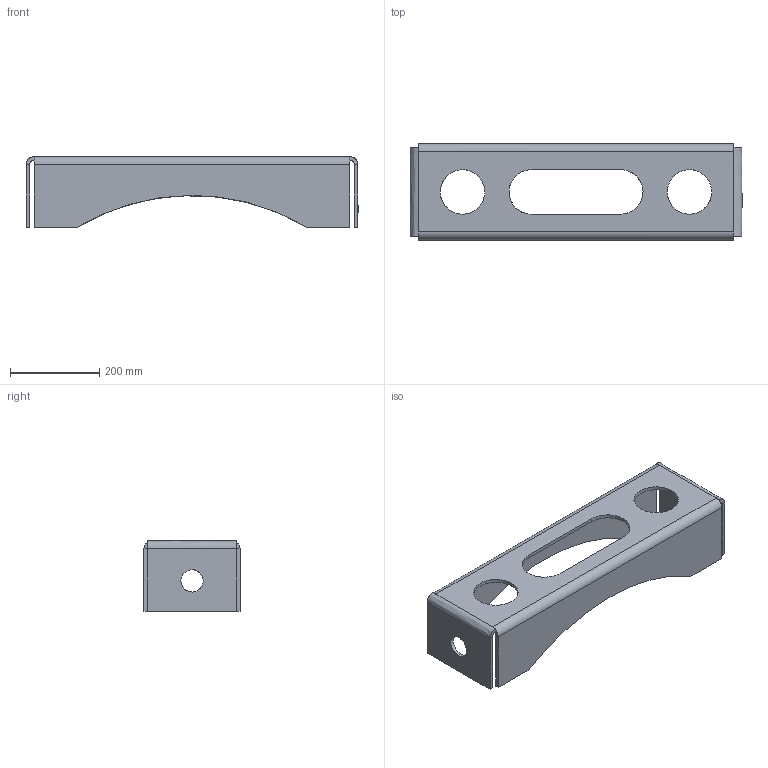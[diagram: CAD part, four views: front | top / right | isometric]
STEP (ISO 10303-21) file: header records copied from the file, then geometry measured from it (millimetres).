
FILE_DESCRIPTION (( 'STEP AP203' ), '1' );
FILE_NAME ('M5 - Model_004_Basit_Travers.IGS_Default_sldprt.STEP', '2023-01-17T08:10:52', ( '' ), ( '' ), 'SwSTEP 2.0', 'SolidWorks 2019', '' );
FILE_SCHEMA (( 'CONFIG_CONTROL_DESIGN' ));
Length unit declared in the file: millimetre
Products named in the file (1): M5 - Model_004_Basit_Travers.IGS_Default_sldprt
Bounding box: 746 x 216 x 158 mm (x, y, z)
Volume: 2602023.9 mm3; surface area: 688889.1 mm2
Topology: 1 solids, 1 shells, 60 faces, 146 edges, 88 vertices
Faces by surface type: bspline 60
Entity records: 2182 total; most frequent: CARTESIAN_POINT 1212, ORIENTED_EDGE 292, EDGE_CURVE 146, B_SPLINE_CURVE_WITH_KNOTS 122, VERTEX_POINT 88, EDGE_LOOP 70, ADVANCED_FACE 60, FACE_OUTER_BOUND 60
